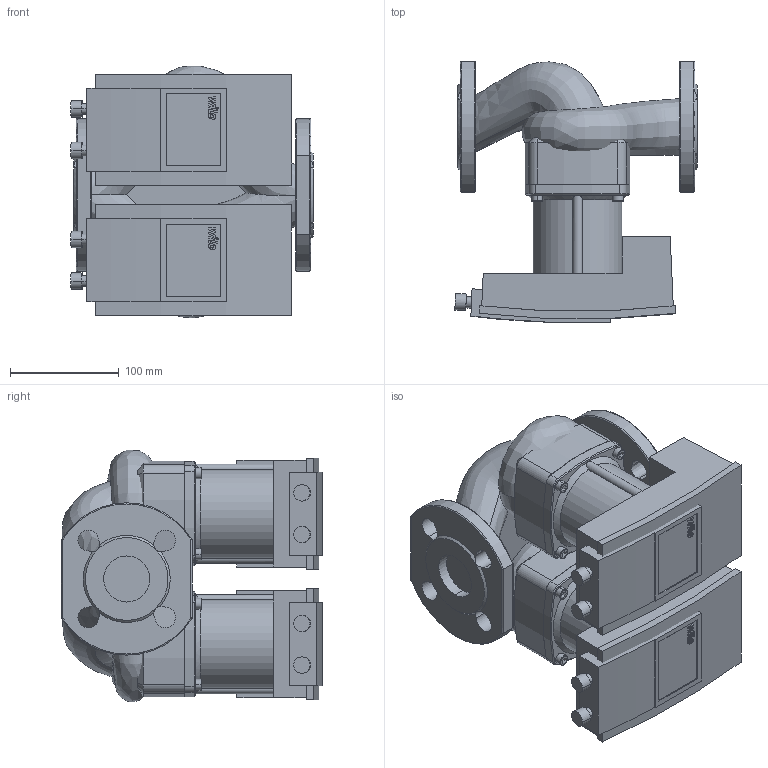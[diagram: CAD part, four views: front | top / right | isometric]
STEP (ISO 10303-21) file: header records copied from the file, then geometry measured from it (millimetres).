
FILE_DESCRIPTION((''),'2;1');
FILE_NAME('3d_YonosMAXO-D32_0_5-7-2160585.stp','2016-04-29T07:42:39',(''),(''),'Mechanical Desktop 2009','Mechanical Desktop 2009',', , ');
FILE_SCHEMA(('CONFIG_CONTROL_DESIGN'));
Length unit declared in the file: millimetre
Products named in the file (1): Product
Bounding box: 222.77 x 240 x 231.47 mm (x, y, z)
Volume: 5488868.4 mm3; surface area: 518265.5 mm2
Topology: 19 solids, 19 shells, 460 faces, 1111 edges, 715 vertices
Faces by surface type: plane 210, cylinder 99, bspline 90, cone 40, torus 21
Entity records: 25262 total; most frequent: CARTESIAN_POINT 14816, ORIENTED_EDGE 2222, DIRECTION 1970, EDGE_CURVE 1111, VERTEX_POINT 715, AXIS2_PLACEMENT_3D 688, VECTOR 594, LINE 594
